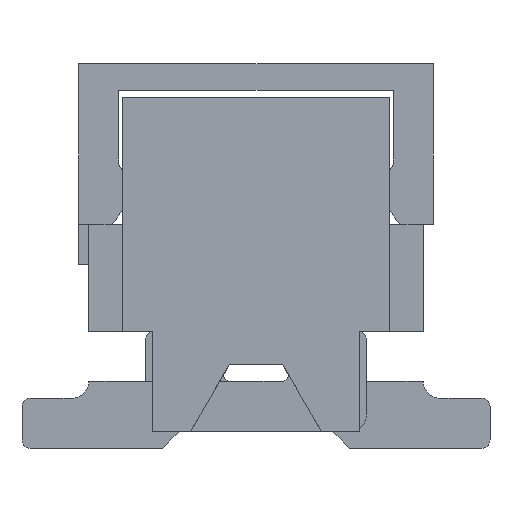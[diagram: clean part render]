
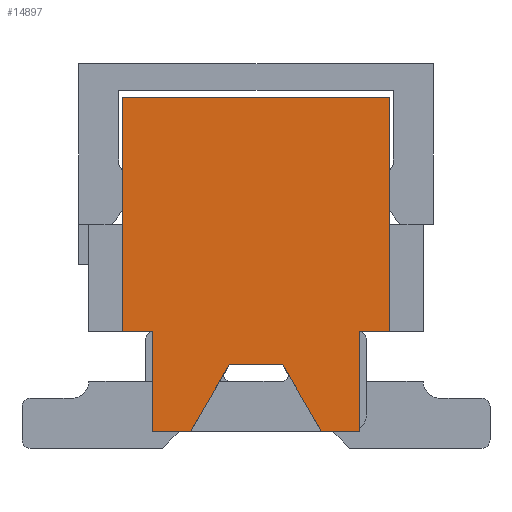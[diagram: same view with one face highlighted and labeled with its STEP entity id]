
A CAD part, left-side view. The second image highlights one B-rep face of the part: STEP entity #14897.
In plain terms, the highlighted planar face has unit normal (-1, 0, 0).
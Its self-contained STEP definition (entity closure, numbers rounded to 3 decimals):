
#1528=ORIENTED_EDGE('',*,*,#4446,.F.);
#1529=ORIENTED_EDGE('',*,*,#4447,.F.);
#1530=ORIENTED_EDGE('',*,*,#4448,.F.);
#1531=ORIENTED_EDGE('',*,*,#4449,.F.);
#1532=ORIENTED_EDGE('',*,*,#4450,.F.);
#1533=ORIENTED_EDGE('',*,*,#4451,.F.);
#1534=ORIENTED_EDGE('',*,*,#4452,.F.);
#1535=ORIENTED_EDGE('',*,*,#4453,.F.);
#1536=ORIENTED_EDGE('',*,*,#4454,.F.);
#1537=ORIENTED_EDGE('',*,*,#4455,.F.);
#1538=ORIENTED_EDGE('',*,*,#4456,.T.);
#1539=ORIENTED_EDGE('',*,*,#4457,.F.);
#1540=ORIENTED_EDGE('',*,*,#4458,.F.);
#1541=ORIENTED_EDGE('',*,*,#4459,.F.);
#4446=EDGE_CURVE('',#5926,#5927,#7047,.T.);
#4447=EDGE_CURVE('',#5928,#5926,#7048,.T.);
#4448=EDGE_CURVE('',#5929,#5928,#7049,.T.);
#4449=EDGE_CURVE('',#5930,#5929,#7050,.T.);
#4450=EDGE_CURVE('',#5931,#5930,#7051,.T.);
#4451=EDGE_CURVE('',#5932,#5931,#7052,.T.);
#4452=EDGE_CURVE('',#5933,#5932,#7053,.T.);
#4453=EDGE_CURVE('',#5934,#5933,#7054,.T.);
#4454=EDGE_CURVE('',#5935,#5934,#7055,.T.);
#4455=EDGE_CURVE('',#5936,#5935,#7056,.T.);
#4456=EDGE_CURVE('',#5936,#5937,#7057,.T.);
#4457=EDGE_CURVE('',#5938,#5937,#7058,.T.);
#4458=EDGE_CURVE('',#5939,#5938,#7059,.T.);
#4459=EDGE_CURVE('',#5927,#5939,#7060,.T.);
#5926=VERTEX_POINT('',#20560);
#5927=VERTEX_POINT('',#20561);
#5928=VERTEX_POINT('',#20563);
#5929=VERTEX_POINT('',#20565);
#5930=VERTEX_POINT('',#20567);
#5931=VERTEX_POINT('',#20569);
#5932=VERTEX_POINT('',#20571);
#5933=VERTEX_POINT('',#20573);
#5934=VERTEX_POINT('',#20575);
#5935=VERTEX_POINT('',#20577);
#5936=VERTEX_POINT('',#20579);
#5937=VERTEX_POINT('',#20581);
#5938=VERTEX_POINT('',#20583);
#5939=VERTEX_POINT('',#20585);
#7047=LINE('',#20559,#8485);
#7048=LINE('',#20562,#8486);
#7049=LINE('',#20564,#8487);
#7050=LINE('',#20566,#8488);
#7051=LINE('',#20568,#8489);
#7052=LINE('',#20570,#8490);
#7053=LINE('',#20572,#8491);
#7054=LINE('',#20574,#8492);
#7055=LINE('',#20576,#8493);
#7056=LINE('',#20578,#8494);
#7057=LINE('',#20580,#8495);
#7058=LINE('',#20582,#8496);
#7059=LINE('',#20584,#8497);
#7060=LINE('',#20586,#8498);
#8485=VECTOR('',#17323,1000.);
#8486=VECTOR('',#17324,1000.);
#8487=VECTOR('',#17325,1000.);
#8488=VECTOR('',#17326,1000.);
#8489=VECTOR('',#17327,1000.);
#8490=VECTOR('',#17328,1000.);
#8491=VECTOR('',#17329,1000.);
#8492=VECTOR('',#17330,1000.);
#8493=VECTOR('',#17331,1000.);
#8494=VECTOR('',#17332,1000.);
#8495=VECTOR('',#17333,1000.);
#8496=VECTOR('',#17334,1000.);
#8497=VECTOR('',#17335,1000.);
#8498=VECTOR('',#17336,1000.);
#9493=EDGE_LOOP('',(#1528,#1529,#1530,#1531,#1532,#1533,#1534,#1535,#1536,
#1537,#1538,#1539,#1540,#1541));
#10064=FACE_BOUND('',#9493,.T.);
#10581=PLANE('',#15581);
#14897=ADVANCED_FACE('',(#10064),#10581,.F.);
#15581=AXIS2_PLACEMENT_3D('',#20558,#17321,#17322);
#17321=DIRECTION('',(1.,0.,0.));
#17322=DIRECTION('',(0.,0.,-1.));
#17323=DIRECTION('',(0.,0.,1.));
#17324=DIRECTION('',(0.,1.,0.));
#17325=DIRECTION('',(0.,0.,1.));
#17326=DIRECTION('',(0.,1.,0.));
#17327=DIRECTION('',(0.,0.502,-0.865));
#17328=DIRECTION('',(0.,1.,0.));
#17329=DIRECTION('',(0.,0.502,0.865));
#17330=DIRECTION('',(0.,1.,0.));
#17331=DIRECTION('',(0.,0.,-1.));
#17332=DIRECTION('',(0.,1.,0.));
#17333=DIRECTION('',(0.,0.,1.));
#17334=DIRECTION('',(0.,0.,-1.));
#17335=DIRECTION('',(0.,-1.,0.));
#17336=DIRECTION('',(0.,0.,1.));
#20558=CARTESIAN_POINT('',(-4.075,0.,0.));
#20559=CARTESIAN_POINT('',(-4.075,2.,-0.8));
#20560=CARTESIAN_POINT('',(-4.075,2.,-0.8));
#20561=CARTESIAN_POINT('',(-4.075,2.,0.8));
#20562=CARTESIAN_POINT('',(-4.075,2.5,-0.8));
#20563=CARTESIAN_POINT('',(-4.075,1.55,-0.8));
#20564=CARTESIAN_POINT('',(-4.075,1.55,-0.8));
#20565=CARTESIAN_POINT('',(-4.075,1.55,-2.3));
#20566=CARTESIAN_POINT('',(-4.075,0.98,-2.3));
#20567=CARTESIAN_POINT('',(-4.075,0.98,-2.3));
#20568=CARTESIAN_POINT('',(-4.075,0.4,-1.3));
#20569=CARTESIAN_POINT('',(-4.075,0.4,-1.3));
#20570=CARTESIAN_POINT('',(-4.075,-0.4,-1.3));
#20571=CARTESIAN_POINT('',(-4.075,-0.4,-1.3));
#20572=CARTESIAN_POINT('',(-4.075,-0.98,-2.3));
#20573=CARTESIAN_POINT('',(-4.075,-0.98,-2.3));
#20574=CARTESIAN_POINT('',(-4.075,-1.55,-2.3));
#20575=CARTESIAN_POINT('',(-4.075,-1.55,-2.3));
#20576=CARTESIAN_POINT('',(-4.075,-1.55,-0.8));
#20577=CARTESIAN_POINT('',(-4.075,-1.55,-0.8));
#20578=CARTESIAN_POINT('',(-4.075,-2.5,-0.8));
#20579=CARTESIAN_POINT('',(-4.075,-2.,-0.8));
#20580=CARTESIAN_POINT('',(-4.075,-2.,-0.8));
#20581=CARTESIAN_POINT('',(-4.075,-2.,0.8));
#20582=CARTESIAN_POINT('',(-4.075,-2.,2.7));
#20583=CARTESIAN_POINT('',(-4.075,-2.,2.7));
#20584=CARTESIAN_POINT('',(-4.075,2.,2.7));
#20585=CARTESIAN_POINT('',(-4.075,2.,2.7));
#20586=CARTESIAN_POINT('',(-4.075,2.,0.8));
